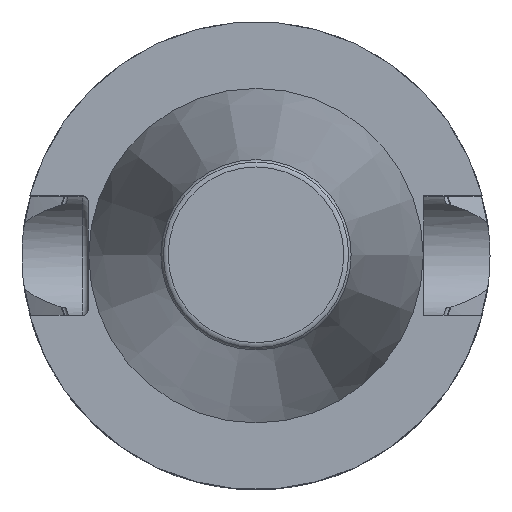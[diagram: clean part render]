
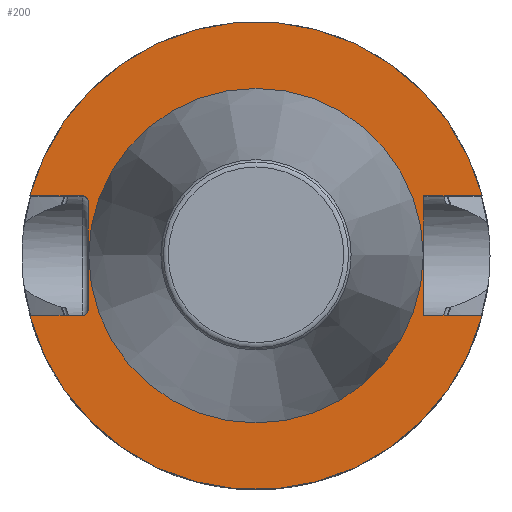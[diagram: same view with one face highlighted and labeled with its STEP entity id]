
A CAD part, top view. The second image highlights one B-rep face of the part: STEP entity #200.
In plain terms, the highlighted planar face has unit normal (0, 0, 1).
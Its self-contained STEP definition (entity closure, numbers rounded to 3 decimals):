
#131=LINE('',#1167,#165);
#132=LINE('',#1171,#166);
#133=LINE('',#1175,#167);
#134=LINE('',#1177,#168);
#135=LINE('',#1179,#169);
#136=LINE('',#1183,#170);
#165=VECTOR('',#936,1.);
#166=VECTOR('',#939,1.);
#167=VECTOR('',#942,1.);
#168=VECTOR('',#943,1.);
#169=VECTOR('',#944,1.);
#170=VECTOR('',#947,1.);
#200=ADVANCED_FACE('',(#265,#266),#249,.F.);
#249=PLANE('',#832);
#265=FACE_BOUND('',#301,.T.);
#266=FACE_BOUND('',#302,.T.);
#301=EDGE_LOOP('',(#369,#370,#371,#372,#373,#374,#375,#376,#377,#378));
#302=EDGE_LOOP('',(#379));
#369=ORIENTED_EDGE('',*,*,#646,.T.);
#370=ORIENTED_EDGE('',*,*,#647,.F.);
#371=ORIENTED_EDGE('',*,*,#648,.T.);
#372=ORIENTED_EDGE('',*,*,#649,.T.);
#373=ORIENTED_EDGE('',*,*,#650,.T.);
#374=ORIENTED_EDGE('',*,*,#651,.F.);
#375=ORIENTED_EDGE('',*,*,#652,.T.);
#376=ORIENTED_EDGE('',*,*,#653,.T.);
#377=ORIENTED_EDGE('',*,*,#654,.T.);
#378=ORIENTED_EDGE('',*,*,#655,.F.);
#379=ORIENTED_EDGE('',*,*,#656,.T.);
#573=VERTEX_POINT('',#1165);
#574=VERTEX_POINT('',#1166);
#575=VERTEX_POINT('',#1168);
#576=VERTEX_POINT('',#1170);
#577=VERTEX_POINT('',#1172);
#578=VERTEX_POINT('',#1174);
#579=VERTEX_POINT('',#1176);
#580=VERTEX_POINT('',#1178);
#581=VERTEX_POINT('',#1180);
#582=VERTEX_POINT('',#1182);
#583=VERTEX_POINT('',#1185);
#646=EDGE_CURVE('',#573,#574,#748,.T.);
#647=EDGE_CURVE('',#575,#574,#131,.T.);
#648=EDGE_CURVE('',#575,#576,#749,.T.);
#649=EDGE_CURVE('',#576,#577,#132,.T.);
#650=EDGE_CURVE('',#577,#578,#750,.T.);
#651=EDGE_CURVE('',#579,#578,#133,.T.);
#652=EDGE_CURVE('',#579,#580,#134,.T.);
#653=EDGE_CURVE('',#580,#581,#135,.T.);
#654=EDGE_CURVE('',#581,#582,#751,.T.);
#655=EDGE_CURVE('',#573,#582,#136,.T.);
#656=EDGE_CURVE('',#583,#583,#752,.T.);
#748=CIRCLE('',#827,0.8);
#749=CIRCLE('',#828,0.8);
#750=CIRCLE('',#829,31.5);
#751=CIRCLE('',#830,31.5);
#752=CIRCLE('',#831,22.517);
#827=AXIS2_PLACEMENT_3D('',#1164,#934,#935);
#828=AXIS2_PLACEMENT_3D('',#1169,#937,#938);
#829=AXIS2_PLACEMENT_3D('',#1173,#940,#941);
#830=AXIS2_PLACEMENT_3D('',#1181,#945,#946);
#831=AXIS2_PLACEMENT_3D('',#1184,#948,#949);
#832=AXIS2_PLACEMENT_3D('',#1186,#950,#951);
#934=DIRECTION('',(0.,0.,-1.));
#935=DIRECTION('',(0.,1.,0.));
#936=DIRECTION('',(0.,1.,0.));
#937=DIRECTION('',(0.,0.,-1.));
#938=DIRECTION('',(1.,0.,0.));
#939=DIRECTION('',(-1.,0.,0.));
#940=DIRECTION('',(0.,0.,1.));
#941=DIRECTION('',(-0.967,-0.256,0.));
#942=DIRECTION('',(1.,0.,0.));
#943=DIRECTION('',(0.,1.,0.));
#944=DIRECTION('',(1.,0.,0.));
#945=DIRECTION('',(0.,0.,1.));
#946=DIRECTION('',(0.967,0.256,0.));
#947=DIRECTION('',(-1.,0.,0.));
#948=DIRECTION('',(0.,0.,-1.));
#949=DIRECTION('',(-1.,0.,0.));
#950=DIRECTION('',(0.,0.,-1.));
#951=DIRECTION('',(1.,0.,0.));
#1164=CARTESIAN_POINT('',(-23.4,7.25,-2.));
#1165=CARTESIAN_POINT('',(-23.4,8.05,-2.));
#1166=CARTESIAN_POINT('',(-22.6,7.25,-2.));
#1167=CARTESIAN_POINT('',(-22.6,-7.25,-2.));
#1168=CARTESIAN_POINT('',(-22.6,-7.25,-2.));
#1169=CARTESIAN_POINT('',(-23.4,-7.25,-2.));
#1170=CARTESIAN_POINT('',(-23.4,-8.05,-2.));
#1171=CARTESIAN_POINT('',(-23.4,-8.05,-2.));
#1172=CARTESIAN_POINT('',(-30.454,-8.05,-2.));
#1173=CARTESIAN_POINT('',(0.,0.,-2.));
#1174=CARTESIAN_POINT('',(30.454,-8.05,-2.));
#1175=CARTESIAN_POINT('',(23.4,-8.05,-2.));
#1176=CARTESIAN_POINT('',(22.6,-8.05,-2.));
#1177=CARTESIAN_POINT('',(22.6,-7.25,-2.));
#1178=CARTESIAN_POINT('',(22.6,8.05,-2.));
#1179=CARTESIAN_POINT('',(23.4,8.05,-2.));
#1180=CARTESIAN_POINT('',(30.454,8.05,-2.));
#1181=CARTESIAN_POINT('',(0.,0.,-2.));
#1182=CARTESIAN_POINT('',(-30.454,8.05,-2.));
#1183=CARTESIAN_POINT('',(-23.4,8.05,-2.));
#1184=CARTESIAN_POINT('',(0.,0.,-2.));
#1185=CARTESIAN_POINT('',(-22.517,0.,-2.));
#1186=CARTESIAN_POINT('',(0.,22.517,-2.));
